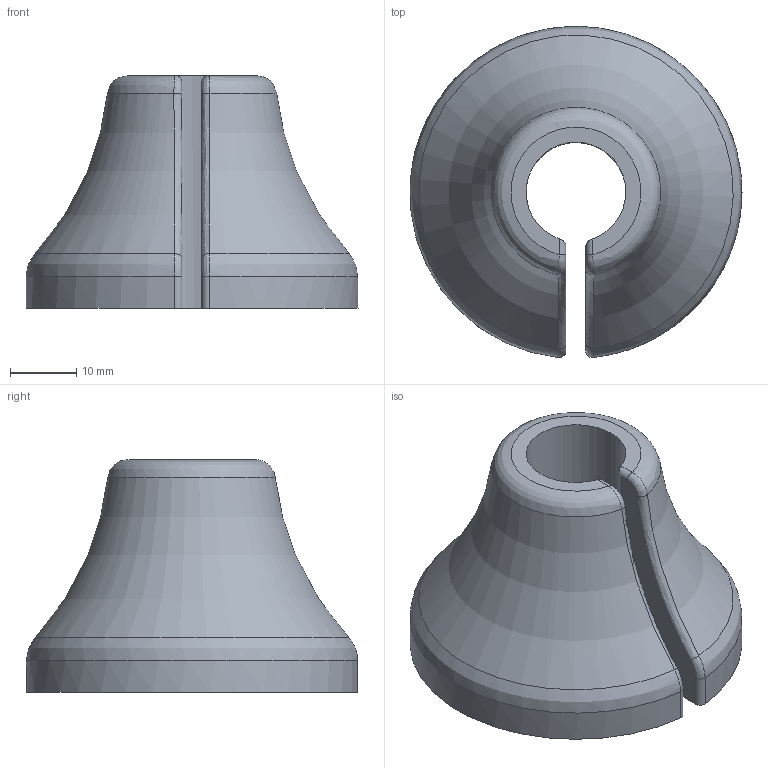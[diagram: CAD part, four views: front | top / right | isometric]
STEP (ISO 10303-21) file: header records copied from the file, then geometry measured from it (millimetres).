
FILE_DESCRIPTION(('FreeCAD Model'),'2;1');
FILE_NAME('Open CASCADE Shape Model','2026-01-17T14:24:04',(''),(''), 'Open CASCADE STEP processor 7.8','FreeCAD','Unknown');
FILE_SCHEMA(('AUTOMOTIVE_DESIGN { 1 0 10303 214 1 1 1 1 }'));
Length unit declared in the file: millimetre
Products named in the file (1): 14500-solder-helper
Bounding box: 49.98 x 49.86 x 35 mm (x, y, z)
Volume: 31591.2 mm3; surface area: 8485.5 mm2
Topology: 1 solids, 1 shells, 21 faces, 52 edges, 33 vertices
Faces by surface type: cylinder 8, bspline 8, plane 4, torus 1
Entity records: 1917 total; most frequent: CARTESIAN_POINT 1480, ORIENTED_EDGE 104, DIRECTION 70, EDGE_CURVE 52, VERTEX_POINT 33, AXIS2_PLACEMENT_3D 28, ADVANCED_FACE 21, FACE_BOUND 21
